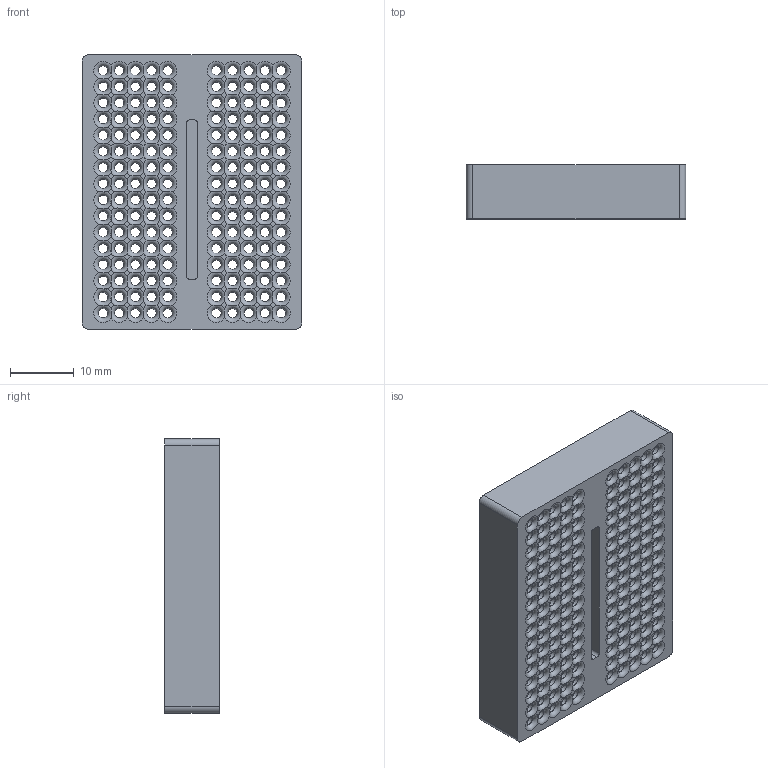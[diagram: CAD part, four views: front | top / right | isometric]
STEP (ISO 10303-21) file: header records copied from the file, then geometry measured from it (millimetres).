
FILE_DESCRIPTION(/* description */ (''),/* implementation_level */ '2;1');
FILE_NAME(/* name */ 'breadboard_ver2.stp',/* time_stamp */ '2018-12-06T09:38:29+09:00',/* author */ ('Seungwoo Je'),/* organization */ (''),/* preprocessor_version */ 'ST-DEVELOPER v16.13',/* originating_system */ 'Autodesk Inventor 2018',/* authorisation */ '');
FILE_SCHEMA (('AUTOMOTIVE_DESIGN { 1 0 10303 214 3 1 1 }'));
Length unit declared in the file: millimetre
Products named in the file (1): breadboard_ver2
Bounding box: 34.5 x 8.5 x 43.12 mm (x, y, z)
Volume: 6458.5 mm3; surface area: 11348.9 mm2
Topology: 1 solids, 1 shells, 811 faces, 2642 edges, 1708 vertices
Faces by surface type: plane 483, cylinder 168, torus 160
Full cylindrical faces by diameter (mm): 1.5 x160
Entity records: 29745 total; most frequent: CARTESIAN_POINT 8136, DIRECTION 4400, ORIENTED_EDGE 4324, EDGE_CURVE 2162, AXIS2_PLACEMENT_3D 1704, VERTEX_POINT 1548, EDGE_LOOP 1326, LINE 992
